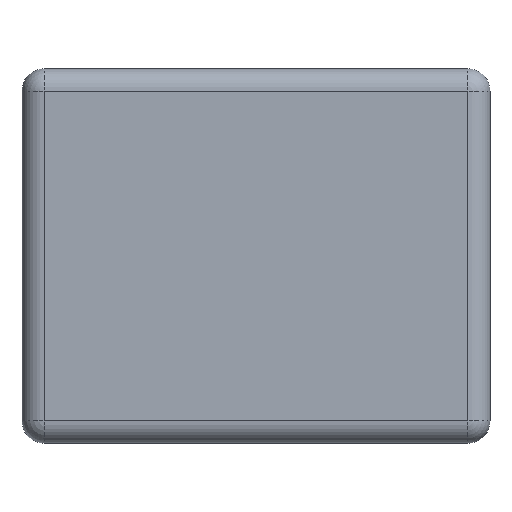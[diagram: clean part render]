
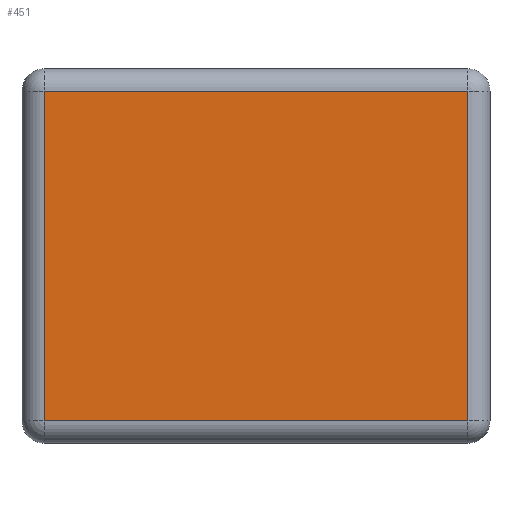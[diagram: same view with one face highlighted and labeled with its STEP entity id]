
A CAD part, left-side view. The second image highlights one B-rep face of the part: STEP entity #451.
In plain terms, the highlighted planar face has unit normal (-1, 0, 0).
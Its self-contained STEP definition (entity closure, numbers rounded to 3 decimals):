
#443=AXIS2_PLACEMENT_3D('Plane Axis2P3D',#440,#441,#442) ;
#81=CARTESIAN_POINT('Vertex',(0.,1.,1.)) ;
#84=CARTESIAN_POINT('Line Origine',(0.,10.5,1.)) ;
#88=CARTESIAN_POINT('Vertex',(0.,20.,1.)) ;
#186=CARTESIAN_POINT('Line Origine',(0.,20.,8.4)) ;
#190=CARTESIAN_POINT('Vertex',(0.,20.,15.8)) ;
#288=CARTESIAN_POINT('Line Origine',(0.,10.5,15.8)) ;
#292=CARTESIAN_POINT('Vertex',(0.,1.,15.8)) ;
#390=CARTESIAN_POINT('Line Origine',(0.,1.,8.4)) ;
#440=CARTESIAN_POINT('Axis2P3D Location',(0.,0.,0.)) ;
#85=DIRECTION('Vector Direction',(0.,1.,0.)) ;
#187=DIRECTION('Vector Direction',(0.,0.,1.)) ;
#289=DIRECTION('Vector Direction',(0.,-1.,0.)) ;
#391=DIRECTION('Vector Direction',(0.,0.,-1.)) ;
#441=DIRECTION('Axis2P3D Direction',(1.,0.,0.)) ;
#442=DIRECTION('Axis2P3D XDirection',(0.,1.,0.)) ;
#86=VECTOR('Line Direction',#85,1.) ;
#188=VECTOR('Line Direction',#187,1.) ;
#290=VECTOR('Line Direction',#289,1.) ;
#392=VECTOR('Line Direction',#391,1.) ;
#446=ORIENTED_EDGE('',*,*,#192,.F.) ;
#447=ORIENTED_EDGE('',*,*,#90,.F.) ;
#448=ORIENTED_EDGE('',*,*,#394,.F.) ;
#449=ORIENTED_EDGE('',*,*,#294,.F.) ;
#451=ADVANCED_FACE('Koerper.2',(#450),#444,.F.) ;
#90=EDGE_CURVE('',#82,#89,#87,.T.) ;
#192=EDGE_CURVE('',#89,#191,#189,.T.) ;
#294=EDGE_CURVE('',#191,#293,#291,.T.) ;
#394=EDGE_CURVE('',#293,#82,#393,.T.) ;
#445=EDGE_LOOP('',(#446,#447,#448,#449)) ;
#450=FACE_OUTER_BOUND('',#445,.T.) ;
#87=LINE('Line',#84,#86) ;
#189=LINE('Line',#186,#188) ;
#291=LINE('Line',#288,#290) ;
#393=LINE('Line',#390,#392) ;
#444=PLANE('',#443) ;
#82=VERTEX_POINT('',#81) ;
#89=VERTEX_POINT('',#88) ;
#191=VERTEX_POINT('',#190) ;
#293=VERTEX_POINT('',#292) ;
